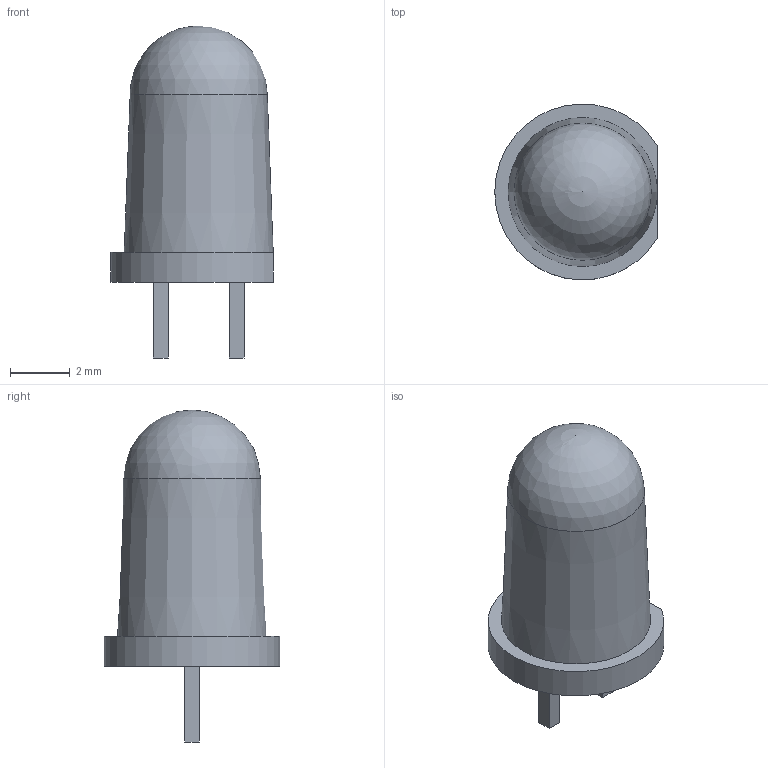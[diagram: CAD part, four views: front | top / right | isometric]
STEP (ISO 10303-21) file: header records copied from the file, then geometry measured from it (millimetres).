
FILE_DESCRIPTION(('STEP AP214'), '1');
FILE_NAME('WP1513YT_L2.5', '2022-07-19T11:05:38', (''), (''), 'ASCON STEP Converter 1.3', 'ASCON Math Kernel', '');
FILE_SCHEMA(('AUTOMOTIVE_DESIGN { 1 0 10303 214 3 1 1}'));
Length unit declared in the file: millimetre
Bounding box: 5.45 x 5.9 x 11.14 mm (x, y, z)
Volume: 149.1 mm3; surface area: 174.9 mm2
Topology: 1 solids, 1 shells, 16 faces, 37 edges, 24 vertices
Faces by surface type: plane 13, cylinder 1, cone 1, sphere 1
Entity records: 598 total; most frequent: CARTESIAN_POINT 74, DIRECTION 73, ORIENTED_EDGE 68, EDGE_CURVE 34, LINE 29, VECTOR 29, VERTEX_POINT 23, AXIS2_PLACEMENT_3D 22
